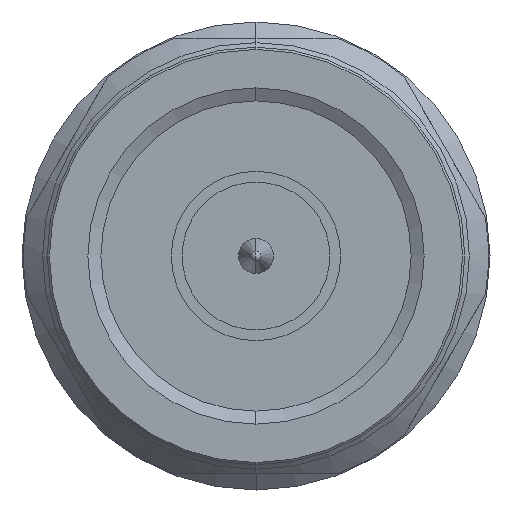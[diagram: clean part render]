
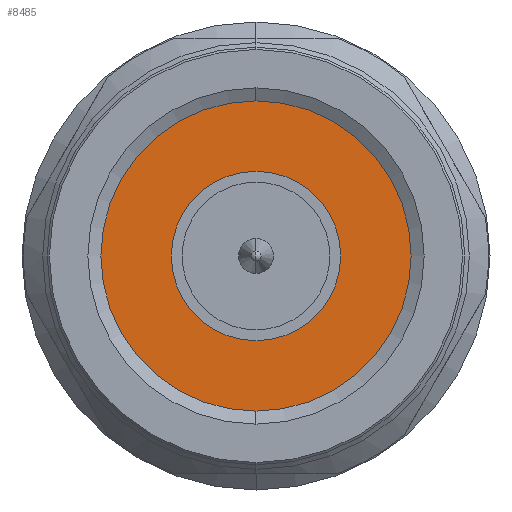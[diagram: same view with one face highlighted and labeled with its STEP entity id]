
A CAD part, left-side view. The second image highlights one B-rep face of the part: STEP entity #8485.
In plain terms, the highlighted planar face has unit normal (-1, 0, 0).
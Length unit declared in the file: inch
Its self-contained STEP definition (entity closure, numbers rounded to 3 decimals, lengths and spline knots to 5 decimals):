
#23 = AXIS2_PLACEMENT_3D ( 'NONE', #7544, #2428, #12608 ) ;
#519 = AXIS2_PLACEMENT_3D ( 'NONE', #8478, #7466, #9623 ) ;
#551 = CARTESIAN_POINT ( 'NONE',  ( 0.41653, 0., -0.15748 ) ) ;
#1172 = ORIENTED_EDGE ( 'NONE', *, *, #10191, .T. ) ;
#1444 = DIRECTION ( 'NONE',  ( -1., 0., 0. ) ) ;
#1506 = ORIENTED_EDGE ( 'NONE', *, *, #12815, .F. ) ;
#1867 = VERTEX_POINT ( 'NONE', #2451 ) ;
#2428 = DIRECTION ( 'NONE',  ( -1., 0., 0. ) ) ;
#2451 = CARTESIAN_POINT ( 'NONE',  ( 0.41653, 0., 0.34395 ) ) ;
#2459 = CIRCLE ( 'NONE', #8690, 0.15748 ) ;
#2461 = CARTESIAN_POINT ( 'NONE',  ( 0.41653, 0.34395, 0. ) ) ;
#2522 = PLANE ( 'NONE',  #10828 ) ;
#2559 = DIRECTION ( 'NONE',  ( -1., 0., 0. ) ) ;
#2622 = AXIS2_PLACEMENT_3D ( 'NONE', #12828, #1444, #9587 ) ;
#2624 = DIRECTION ( 'NONE',  ( 0., 0., 1. ) ) ;
#3457 = FACE_BOUND ( 'NONE', #10182, .T. ) ;
#3532 = EDGE_LOOP ( 'NONE', ( #6783, #1172 ) ) ;
#4533 = VERTEX_POINT ( 'NONE', #8483 ) ;
#5632 = VERTEX_POINT ( 'NONE', #11946 ) ;
#5684 = DIRECTION ( 'NONE',  ( 0., 0., -1. ) ) ;
#6783 = ORIENTED_EDGE ( 'NONE', *, *, #13037, .T. ) ;
#6901 = CIRCLE ( 'NONE', #2622, 0.34395 ) ;
#7466 = DIRECTION ( 'NONE',  ( -1., 0., 0. ) ) ;
#7544 = CARTESIAN_POINT ( 'NONE',  ( 0.41653, 0., 0. ) ) ;
#8478 = CARTESIAN_POINT ( 'NONE',  ( 0.41653, 0., 0. ) ) ;
#8483 = CARTESIAN_POINT ( 'NONE',  ( 0.41653, 0., -0.34395 ) ) ;
#8485 = ADVANCED_FACE ( 'NONE', ( #3457, #8726 ), #2522, .F. ) ;
#8629 = CIRCLE ( 'NONE', #23, 0.15748 ) ;
#8690 = AXIS2_PLACEMENT_3D ( 'NONE', #9891, #2559, #2624 ) ;
#8726 = FACE_OUTER_BOUND ( 'NONE', #3532, .T. ) ;
#8900 = CIRCLE ( 'NONE', #519, 0.34395 ) ;
#9404 = EDGE_CURVE ( 'NONE', #5632, #10130, #8629, .T. ) ;
#9587 = DIRECTION ( 'NONE',  ( 0., 0., 1. ) ) ;
#9623 = DIRECTION ( 'NONE',  ( 0., 0., 1. ) ) ;
#9891 = CARTESIAN_POINT ( 'NONE',  ( 0.41653, 0., 0. ) ) ;
#10130 = VERTEX_POINT ( 'NONE', #551 ) ;
#10182 = EDGE_LOOP ( 'NONE', ( #13295, #1506 ) ) ;
#10191 = EDGE_CURVE ( 'NONE', #4533, #1867, #6901, .T. ) ;
#10828 = AXIS2_PLACEMENT_3D ( 'NONE', #2461, #11823, #5684 ) ;
#11823 = DIRECTION ( 'NONE',  ( 1., 0., 0. ) ) ;
#11946 = CARTESIAN_POINT ( 'NONE',  ( 0.41653, 0., 0.15748 ) ) ;
#12608 = DIRECTION ( 'NONE',  ( 0., 0., 1. ) ) ;
#12815 = EDGE_CURVE ( 'NONE', #10130, #5632, #2459, .T. ) ;
#12828 = CARTESIAN_POINT ( 'NONE',  ( 0.41653, 0., 0. ) ) ;
#13037 = EDGE_CURVE ( 'NONE', #1867, #4533, #8900, .T. ) ;
#13295 = ORIENTED_EDGE ( 'NONE', *, *, #9404, .F. ) ;
